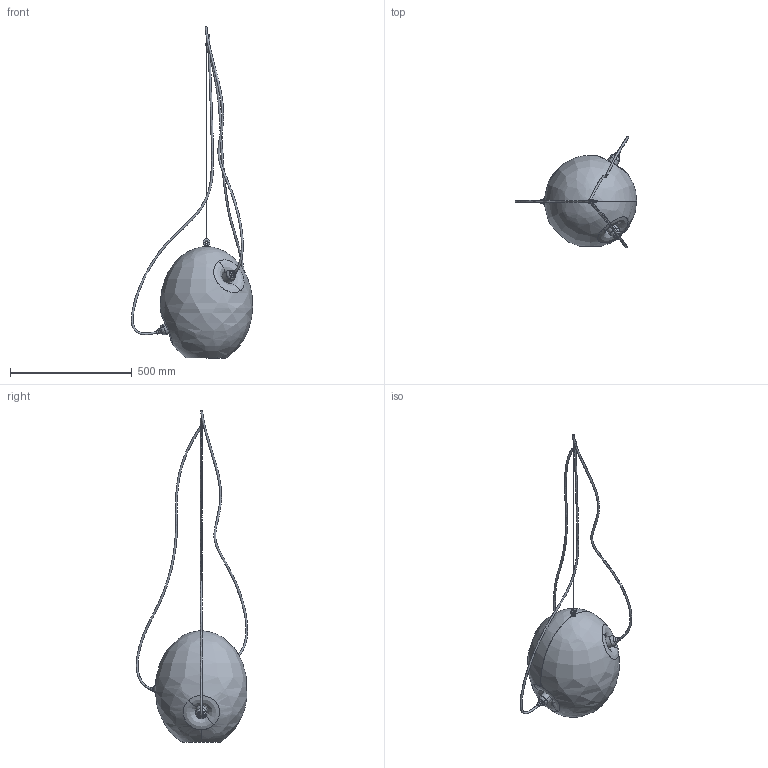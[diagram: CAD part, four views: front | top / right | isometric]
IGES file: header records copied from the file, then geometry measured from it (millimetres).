
Start section: SolidWorks IGES file using analytic representation for surfaces
Global section: file name:Innermost_Membrane.igs; native system: Rhinoceros ( Oct 24 2012 ); preprocessor: Trout Lake IGES 012 Oct 24 2012; date: 160516.082310; units: millimetre
Bounding box: 498.98 x 458.57 x 1366.03 mm (x, y, z)
Surface area: 768343.9 mm2 (no closed solid volume)
Topology: 0 solids, 0 shells, 113 faces, 910 edges, 898 vertices
Faces by surface type: bspline 113
